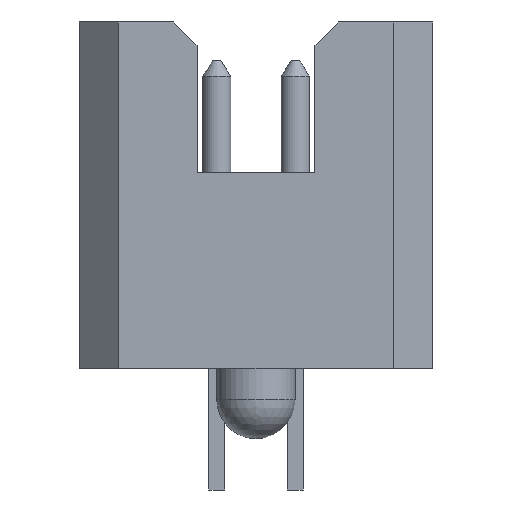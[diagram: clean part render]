
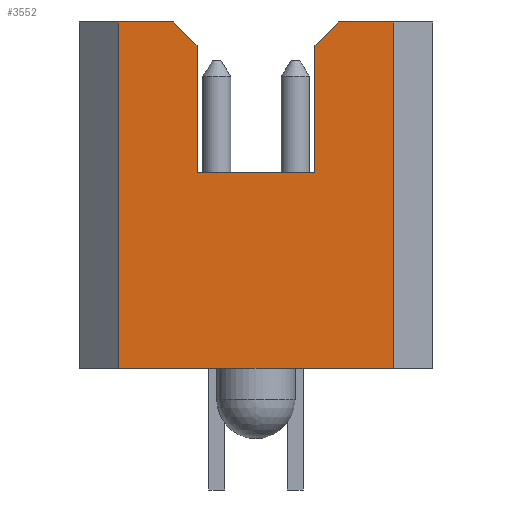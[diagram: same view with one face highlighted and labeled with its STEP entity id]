
A CAD part, left-side view. The second image highlights one B-rep face of the part: STEP entity #3552.
In plain terms, the highlighted planar face has unit normal (-1, 0, 0).
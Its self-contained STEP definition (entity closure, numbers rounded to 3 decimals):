
#114=FACE_OUTER_BOUND($,#326,.T.);
#326=EDGE_LOOP($,(#2395,#2396,#2397,#2398,#2399,#2400,#2401,#2402,#2403,
#2404,#2405));
#624=LINE($,#5090,#1065);
#630=LINE($,#5104,#1071);
#645=LINE($,#5141,#1086);
#648=LINE($,#5147,#1089);
#650=LINE($,#5151,#1091);
#653=LINE($,#5158,#1094);
#654=LINE($,#5159,#1095);
#655=LINE($,#5161,#1096);
#656=LINE($,#5163,#1097);
#657=LINE($,#5164,#1098);
#658=LINE($,#5165,#1099);
#1065=VECTOR($,#4091,2.223);
#1071=VECTOR($,#4101,2.223);
#1086=VECTOR($,#4126,2.057);
#1089=VECTOR($,#4131,1.905);
#1091=VECTOR($,#4135,2.057);
#1094=VECTOR($,#4140,0.889);
#1095=VECTOR($,#4141,5.588);
#1096=VECTOR($,#4142,5.588);
#1097=VECTOR($,#4143,0.889);
#1098=VECTOR($,#4144,0.539);
#1099=VECTOR($,#4145,0.539);
#1506=VERTEX_POINT($,#5088);
#1507=VERTEX_POINT($,#5089);
#1513=VERTEX_POINT($,#5102);
#1529=VERTEX_POINT($,#5138);
#1530=VERTEX_POINT($,#5140);
#1532=VERTEX_POINT($,#5146);
#1533=VERTEX_POINT($,#5150);
#1535=VERTEX_POINT($,#5156);
#1536=VERTEX_POINT($,#5157);
#1537=VERTEX_POINT($,#5160);
#1538=VERTEX_POINT($,#5162);
#1853=EDGE_CURVE($,#1506,#1507,#624,.T.);
#1860=EDGE_CURVE($,#1507,#1513,#630,.T.);
#1878=EDGE_CURVE($,#1530,#1529,#645,.T.);
#1881=EDGE_CURVE($,#1532,#1530,#648,.T.);
#1883=EDGE_CURVE($,#1533,#1532,#650,.T.);
#1886=EDGE_CURVE($,#1535,#1536,#653,.T.);
#1887=EDGE_CURVE($,#1536,#1506,#654,.T.);
#1888=EDGE_CURVE($,#1513,#1537,#655,.T.);
#1889=EDGE_CURVE($,#1537,#1538,#656,.T.);
#1890=EDGE_CURVE($,#1538,#1533,#657,.T.);
#1891=EDGE_CURVE($,#1529,#1535,#658,.T.);
#2395=ORIENTED_EDGE($,*,*,#1886,.T.);
#2396=ORIENTED_EDGE($,*,*,#1887,.T.);
#2397=ORIENTED_EDGE($,*,*,#1853,.T.);
#2398=ORIENTED_EDGE($,*,*,#1860,.T.);
#2399=ORIENTED_EDGE($,*,*,#1888,.T.);
#2400=ORIENTED_EDGE($,*,*,#1889,.T.);
#2401=ORIENTED_EDGE($,*,*,#1890,.T.);
#2402=ORIENTED_EDGE($,*,*,#1883,.T.);
#2403=ORIENTED_EDGE($,*,*,#1881,.T.);
#2404=ORIENTED_EDGE($,*,*,#1878,.T.);
#2405=ORIENTED_EDGE($,*,*,#1891,.T.);
#3380=PLANE($,#3819);
#3552=ADVANCED_FACE($,(#114),#3380,.T.);
#3819=AXIS2_PLACEMENT_3D($,#5155,#4138,#4139);
#4091=DIRECTION($,(0.,-1.,0.));
#4101=DIRECTION($,(0.,-1.,0.));
#4126=DIRECTION($,(0.,0.,1.));
#4131=DIRECTION($,(0.,1.,0.));
#4135=DIRECTION($,(0.,0.,-1.));
#4138=DIRECTION('center_axis',(-1.,0.,0.));
#4139=DIRECTION('ref_axis',(0.,-1.,0.));
#4140=DIRECTION($,(0.,1.,0.));
#4141=DIRECTION($,(0.,0.,-1.));
#4142=DIRECTION($,(0.,0.,1.));
#4143=DIRECTION($,(0.,1.,0.));
#4144=DIRECTION($,(0.,0.707,-0.707));
#4145=DIRECTION($,(0.,0.707,0.707));
#5088=CARTESIAN_POINT('',(-5.398,2.223,0.));
#5089=CARTESIAN_POINT('',(-5.398,0.,0.));
#5090=CARTESIAN_POINT($,(-5.398,2.858,0.));
#5102=CARTESIAN_POINT('',(-5.398,-2.223,0.));
#5104=CARTESIAN_POINT($,(-5.398,2.858,0.));
#5138=CARTESIAN_POINT('',(-5.398,0.952,5.207));
#5140=CARTESIAN_POINT('',(-5.398,0.952,3.15));
#5141=CARTESIAN_POINT($,(-5.398,0.952,5.588));
#5146=CARTESIAN_POINT('',(-5.398,-0.953,3.15));
#5147=CARTESIAN_POINT($,(-5.398,0.952,3.15));
#5150=CARTESIAN_POINT('',(-5.398,-0.953,5.207));
#5151=CARTESIAN_POINT($,(-5.398,-0.953,3.15));
#5155=CARTESIAN_POINT('Origin',(-5.398,2.858,0.));
#5156=CARTESIAN_POINT('',(-5.398,1.334,5.588));
#5157=CARTESIAN_POINT('',(-5.398,2.223,5.588));
#5158=CARTESIAN_POINT($,(-5.398,2.858,5.588));
#5159=CARTESIAN_POINT($,(-5.398,2.223,0.));
#5160=CARTESIAN_POINT('',(-5.398,-2.223,5.588));
#5161=CARTESIAN_POINT($,(-5.398,-2.223,0.));
#5162=CARTESIAN_POINT('',(-5.398,-1.334,5.588));
#5163=CARTESIAN_POINT($,(-5.398,-0.953,5.588));
#5164=CARTESIAN_POINT($,(-5.398,3.556,0.698));
#5165=CARTESIAN_POINT($,(-5.398,-0.698,3.556));
